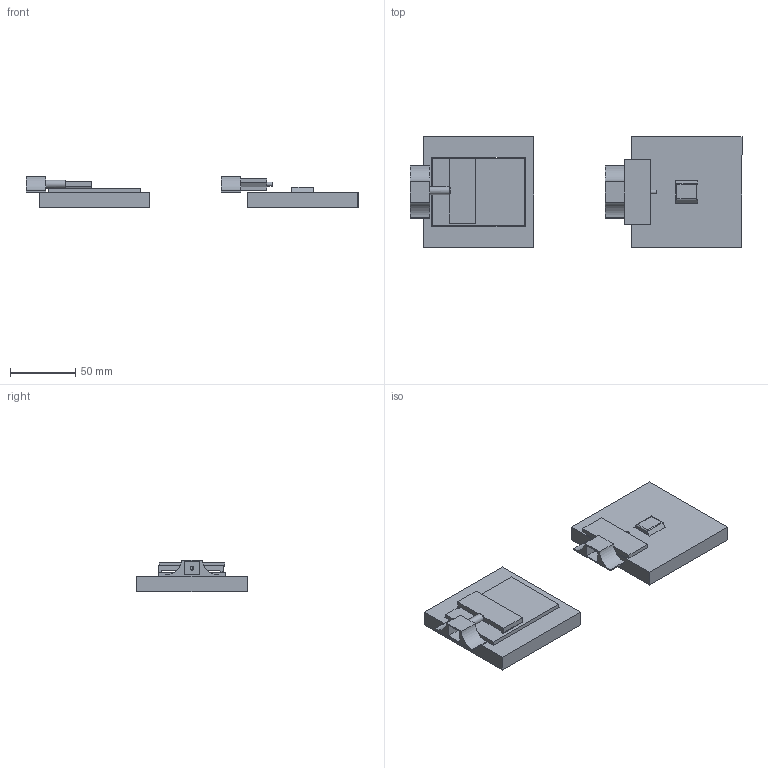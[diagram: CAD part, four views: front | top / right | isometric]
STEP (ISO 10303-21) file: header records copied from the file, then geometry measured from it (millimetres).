
FILE_DESCRIPTION(/* description */ (''),/* implementation_level */ '2;1');
FILE_NAME(/* name */ 'Task4 v10.step',/* time_stamp */ '2021-03-22T03:52:54+08:00',/* author */ (''),/* organization */ (''),/* preprocessor_version */ 'ST-DEVELOPER v18.1',/* originating_system */ 'Autodesk Translation Framework v9.10.0.1330',/* authorisation */ '');
FILE_SCHEMA (('AUTOMOTIVE_DESIGN { 1 0 10303 214 3 1 1 }'));
Length unit declared in the file: millimetre
Products named in the file (10): Task4; Switches; panel; Button; Switches_1; panel_1; button_1; Moving Part_1; Base; Moving Part_2
Assembly tree (10 placements, depth 3):
  Task4
    Switches
      panel
      Button
    Base  x2
    Switches_1
      panel_1
      button_1
    Moving Part_1
    Moving Part_2
Bounding box: 255 x 85 x 24 mm (x, y, z)
Volume: 83371.1 mm3; surface area: 58157 mm2
Topology: 8 solids, 8 shells, 141 faces, 336 edges, 224 vertices
Faces by surface type: plane 107, cylinder 34
Full cylindrical faces by diameter (mm): 1 x4, 3 x7, 6 x1
Entity records: 3966 total; most frequent: CARTESIAN_POINT 693, DIRECTION 647, ORIENTED_EDGE 594, EDGE_CURVE 297, LINE 231, VECTOR 231, AXIS2_PLACEMENT_3D 208, VERTEX_POINT 198
